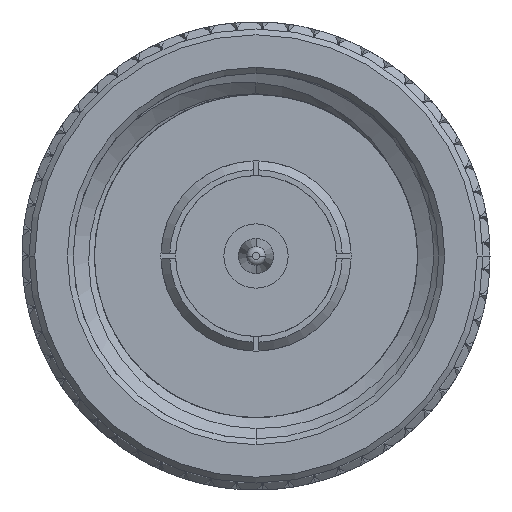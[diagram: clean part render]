
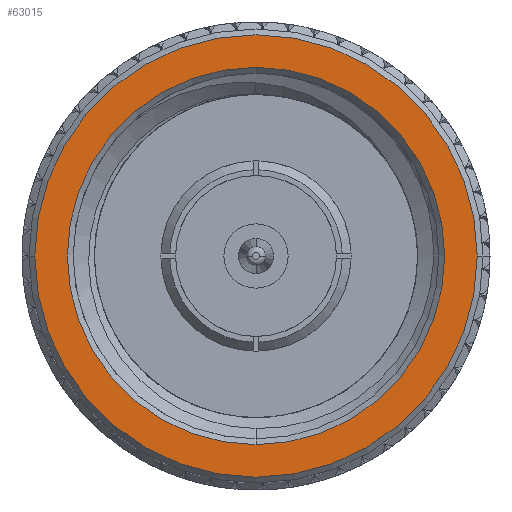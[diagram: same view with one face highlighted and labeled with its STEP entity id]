
A CAD part, left-side view. The second image highlights one B-rep face of the part: STEP entity #63015.
In plain terms, the highlighted planar face has unit normal (-1, 0, 0).
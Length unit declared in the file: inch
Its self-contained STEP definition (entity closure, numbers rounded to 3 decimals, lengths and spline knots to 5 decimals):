
#3010 = AXIS2_PLACEMENT_3D ( 'NONE', #61378, #76246, #12132 ) ;
#10417 = CIRCLE ( 'NONE', #3010, 0.37809 ) ;
#11631 = DIRECTION ( 'NONE',  ( 0., -1., 0. ) ) ;
#12132 = DIRECTION ( 'NONE',  ( 0., -1., 0. ) ) ;
#14368 = EDGE_LOOP ( 'NONE', ( #19201, #27672 ) ) ;
#15603 = EDGE_CURVE ( 'NONE', #54678, #27901, #31132, .T. ) ;
#18074 = EDGE_CURVE ( 'NONE', #78636, #62217, #10417, .T. ) ;
#19201 = ORIENTED_EDGE ( 'NONE', *, *, #63441, .T. ) ;
#19927 = CARTESIAN_POINT ( 'NONE',  ( 0., 0., 0. ) ) ;
#21592 = DIRECTION ( 'NONE',  ( 1., 0., 0. ) ) ;
#24900 = EDGE_CURVE ( 'NONE', #62217, #78636, #77806, .T. ) ;
#25998 = DIRECTION ( 'NONE',  ( 1., 0., 0. ) ) ;
#26617 = AXIS2_PLACEMENT_3D ( 'NONE', #43933, #21592, #72708 ) ;
#27672 = ORIENTED_EDGE ( 'NONE', *, *, #15603, .T. ) ;
#27901 = VERTEX_POINT ( 'NONE', #55565 ) ;
#30088 = DIRECTION ( 'NONE',  ( -1., 0., 0. ) ) ;
#31132 = CIRCLE ( 'NONE', #26617, 0.3225 ) ;
#36426 = PLANE ( 'NONE',  #91315 ) ;
#36626 = CARTESIAN_POINT ( 'NONE',  ( 0., 0., 0. ) ) ;
#38380 = ORIENTED_EDGE ( 'NONE', *, *, #24900, .T. ) ;
#43933 = CARTESIAN_POINT ( 'NONE',  ( 0., 0., 0. ) ) ;
#45265 = AXIS2_PLACEMENT_3D ( 'NONE', #19927, #25998, #11631 ) ;
#50611 = ORIENTED_EDGE ( 'NONE', *, *, #18074, .T. ) ;
#51201 = CIRCLE ( 'NONE', #45265, 0.3225 ) ;
#54678 = VERTEX_POINT ( 'NONE', #55109 ) ;
#55109 = CARTESIAN_POINT ( 'NONE',  ( 0., 0., -0.3225 ) ) ;
#55303 = EDGE_LOOP ( 'NONE', ( #38380, #50611 ) ) ;
#55565 = CARTESIAN_POINT ( 'NONE',  ( 0., 0., 0.3225 ) ) ;
#58245 = DIRECTION ( 'NONE',  ( -1., 0., 0. ) ) ;
#61378 = CARTESIAN_POINT ( 'NONE',  ( 0., 0., 0. ) ) ;
#61476 = AXIS2_PLACEMENT_3D ( 'NONE', #36626, #30088, #71479 ) ;
#62217 = VERTEX_POINT ( 'NONE', #67915 ) ;
#63015 = ADVANCED_FACE ( 'NONE', ( #72196, #85732 ), #36426, .T. ) ;
#63441 = EDGE_CURVE ( 'NONE', #27901, #54678, #51201, .T. ) ;
#64803 = CARTESIAN_POINT ( 'NONE',  ( 0., -0.37809, 0. ) ) ;
#67915 = CARTESIAN_POINT ( 'NONE',  ( 0., 0.37809, 0. ) ) ;
#71479 = DIRECTION ( 'NONE',  ( 0., -1., 0. ) ) ;
#72196 = FACE_BOUND ( 'NONE', #14368, .T. ) ;
#72708 = DIRECTION ( 'NONE',  ( 0., -1., 0. ) ) ;
#76246 = DIRECTION ( 'NONE',  ( -1., 0., 0. ) ) ;
#77806 = CIRCLE ( 'NONE', #61476, 0.37809 ) ;
#78268 = DIRECTION ( 'NONE',  ( 0., -1., 0. ) ) ;
#78636 = VERTEX_POINT ( 'NONE', #64803 ) ;
#85732 = FACE_OUTER_BOUND ( 'NONE', #55303, .T. ) ;
#91315 = AXIS2_PLACEMENT_3D ( 'NONE', #91818, #58245, #78268 ) ;
#91818 = CARTESIAN_POINT ( 'NONE',  ( 0., 0.38809, 0. ) ) ;
